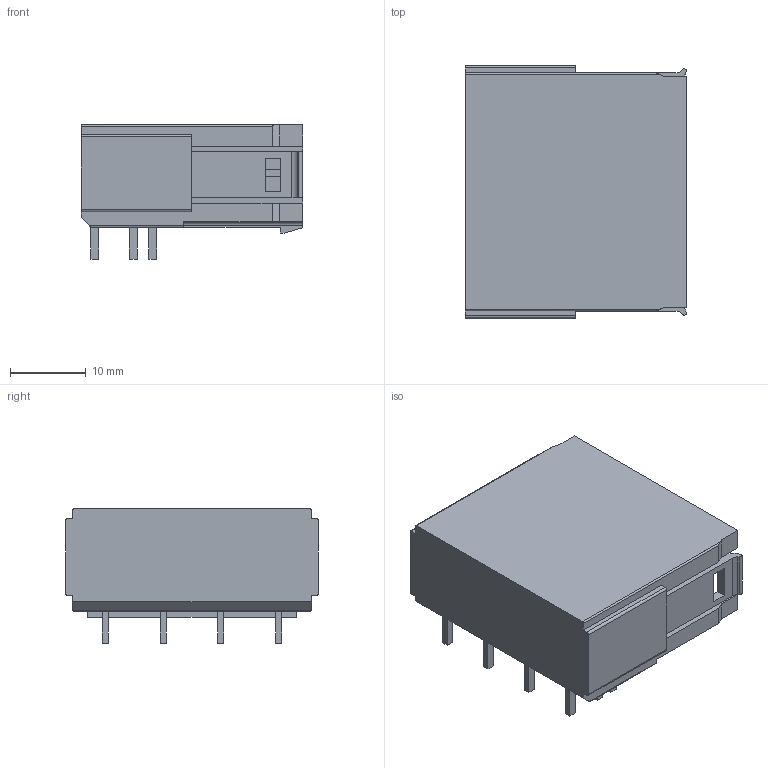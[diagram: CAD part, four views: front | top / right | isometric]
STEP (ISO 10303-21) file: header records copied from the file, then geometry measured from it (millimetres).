
FILE_DESCRIPTION((''),'2;1');
FILE_NAME('TLPHC-501RL','2024-09-12T11:03:05',('sheji'),(''),'CREO PARAMETRIC BY PTC INC, 2018100','CREO PARAMETRIC BY PTC INC, 2018100','');
FILE_SCHEMA(('CONFIG_CONTROL_DESIGN'));
Length unit declared in the file: millimetre
Products named in the file (1): TLPHC-501RL
Bounding box: 29.25 x 33.28 x 17.74 mm (x, y, z)
Volume: 8108.1 mm3; surface area: 7001 mm2
Topology: 1 solids, 1 shells, 369 faces, 1039 edges, 690 vertices
Faces by surface type: plane 286, cylinder 83
Entity records: 11870 total; most frequent: CARTESIAN_POINT 2125, ORIENTED_EDGE 2078, DIRECTION 1931, EDGE_CURVE 1039, VECTOR 873, LINE 873, VERTEX_POINT 690, AXIS2_PLACEMENT_3D 529
